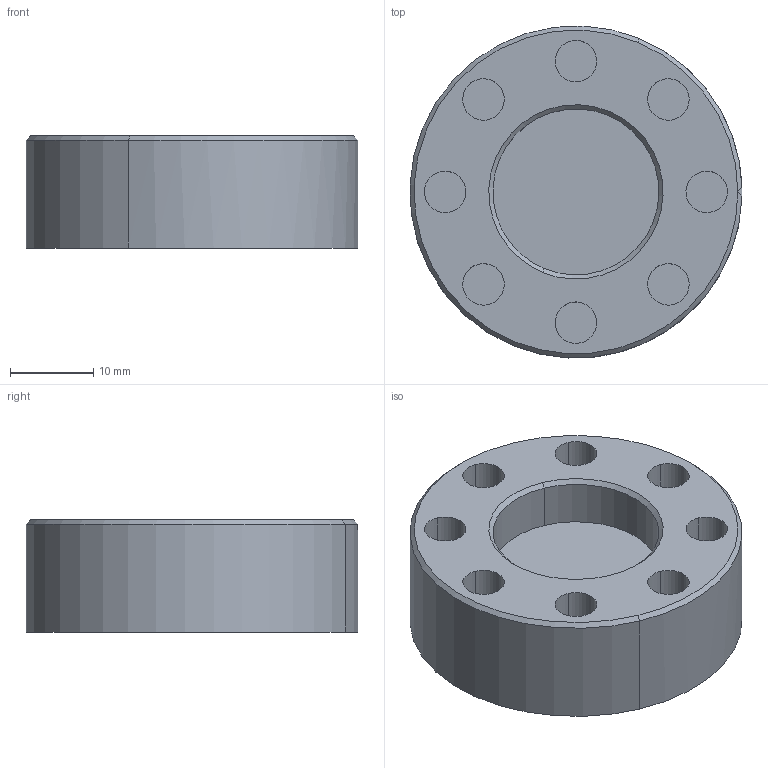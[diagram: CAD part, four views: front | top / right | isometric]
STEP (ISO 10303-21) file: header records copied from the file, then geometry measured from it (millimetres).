
FILE_DESCRIPTION((''),'2;1');
FILE_NAME('MANIFOLD_SOLID_BREP_12017','2016-06-08T',('Stud'),(''),'PRO/ENGINEER BY PARAMETRIC TECHNOLOGY CORPORATION, 2013050','PRO/ENGINEER BY PARAMETRIC TECHNOLOGY CORPORATION, 2013050','');
FILE_SCHEMA(('CONFIG_CONTROL_DESIGN'));
Length unit declared in the file: millimetre
Products named in the file (1): MANIFOLD_SOLID_BREP_12017
Bounding box: 39.98 x 39.96 x 13.5 mm (x, y, z)
Volume: 13994.9 mm3; surface area: 5381 mm2
Topology: 1 solids, 1 shells, 39 faces, 78 edges, 50 vertices
Faces by surface type: cylinder 20, plane 13, cone 6
Entity records: 1078 total; most frequent: DIRECTION 199, CARTESIAN_POINT 184, ORIENTED_EDGE 156, AXIS2_PLACEMENT_3D 86, EDGE_CURVE 78, VERTEX_POINT 50, EDGE_LOOP 48, CIRCLE 47
